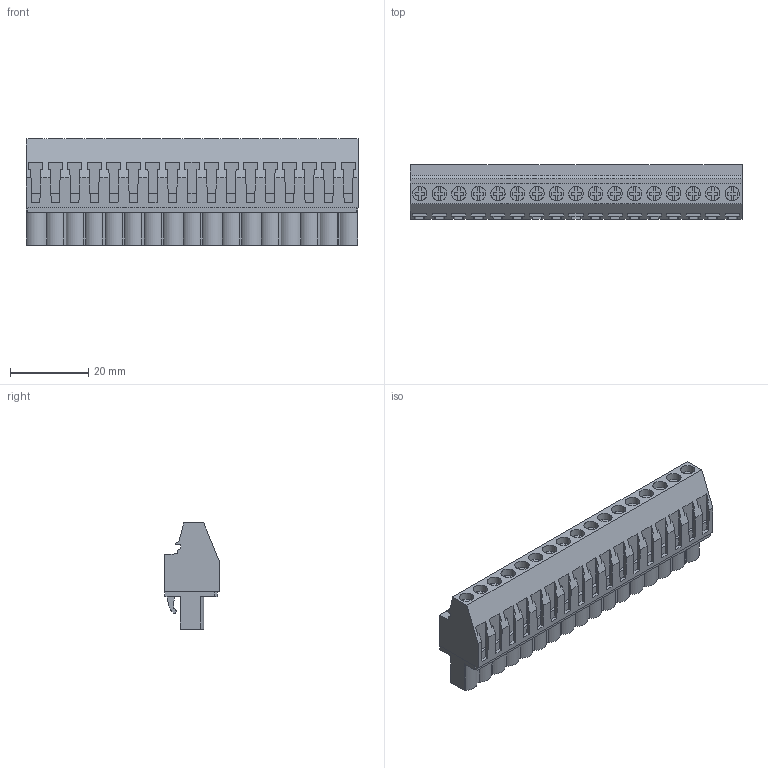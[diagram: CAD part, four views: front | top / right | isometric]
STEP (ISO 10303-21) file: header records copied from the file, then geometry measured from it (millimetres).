
FILE_DESCRIPTION(('CATIA V5 STEP Exchange','CAx-IF Rec.Pracs.--- Model Styling and Organization---1.2---2011-12-15'),'2;1');
FILE_NAME ('D1460411_0_1957910000_1957910000.stp','2017-09-20T13:01:29+00:00',('none'),('Weidmueller'),'CATIA Version 5-6 Release 2014','CATIA V5 STEP AP214','none');
FILE_SCHEMA(('AUTOMOTIVE_DESIGN { 1 0 10303 214 1 1 1 1 }'));
Length unit declared in the file: millimetre
Products named in the file (1): 1957910000
Bounding box: 85 x 14.05 x 27.2 mm (x, y, z)
Volume: 19363.8 mm3; surface area: 11161.7 mm2
Topology: 18 solids, 18 shells, 1070 faces, 2971 edges, 2006 vertices
Faces by surface type: plane 909, cylinder 151, extrusion 10
Entity records: 31430 total; most frequent: ORIENTED_EDGE 5942, CARTESIAN_POINT 5791, DIRECTION 4149, EDGE_CURVE 2971, VECTOR 2581, LINE 2571, VERTEX_POINT 2006, EDGE_LOOP 1139
